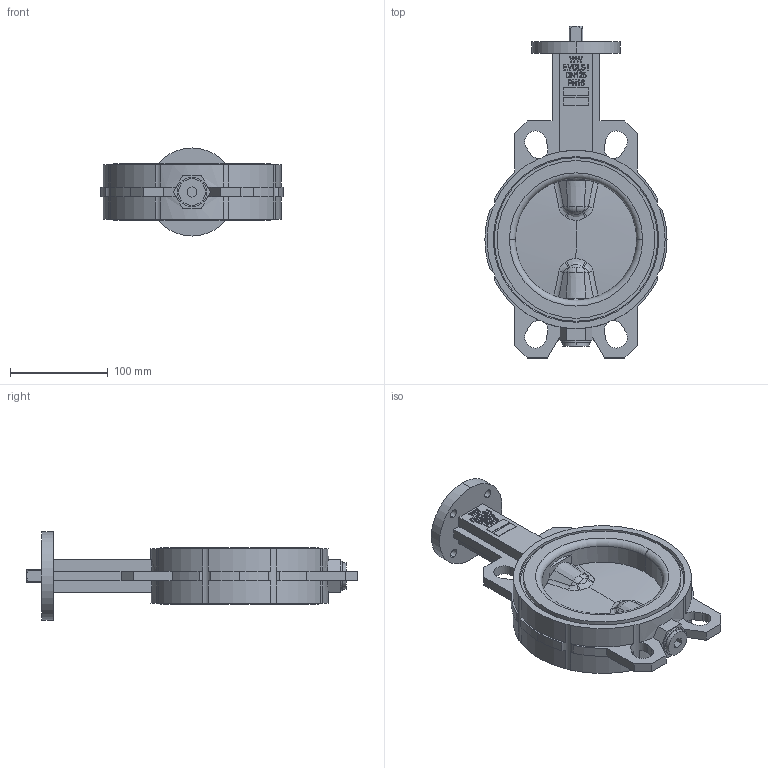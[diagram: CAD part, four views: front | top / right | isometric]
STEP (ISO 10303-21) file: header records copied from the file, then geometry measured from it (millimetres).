
FILE_DESCRIPTION (( 'STEP AP214' ), '1' );
FILE_NAME ('EVCLS-i DN125 PN16 F07-L14.STEP', '2024-04-24T13:55:39', ( '' ), ( '' ), 'SwSTEP 2.0', 'SolidWorks 2015', '' );
FILE_SCHEMA (( 'AUTOMOTIVE_DESIGN' ));
Length unit declared in the file: millimetre
Products named in the file (1): EVCLS-i DN125 PN16 F07-L14
Bounding box: 186 x 339 x 90 mm (x, y, z)
Volume: 1173746.2 mm3; surface area: 159696.6 mm2
Topology: 1 solids, 1 shells, 479 faces, 1300 edges, 851 vertices
Faces by surface type: plane 254, bspline 98, cylinder 86, torus 24, cone 13, sphere 4
Entity records: 24568 total; most frequent: CARTESIAN_POINT 8514, ORIENTED_EDGE 2600, DIRECTION 2121, EDGE_CURVE 1300, VERTEX_POINT 851, LINE 761, VECTOR 761, AXIS2_PLACEMENT_3D 680
